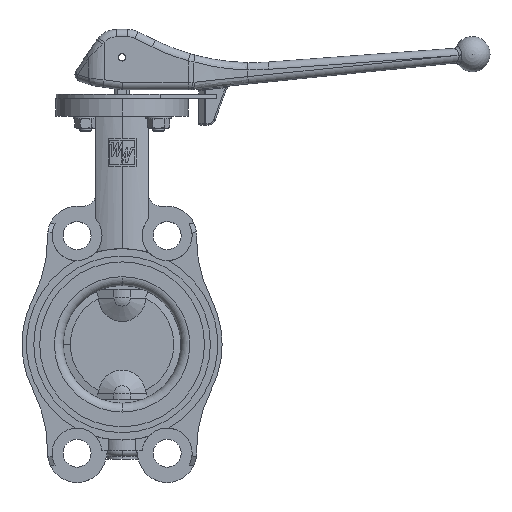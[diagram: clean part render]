
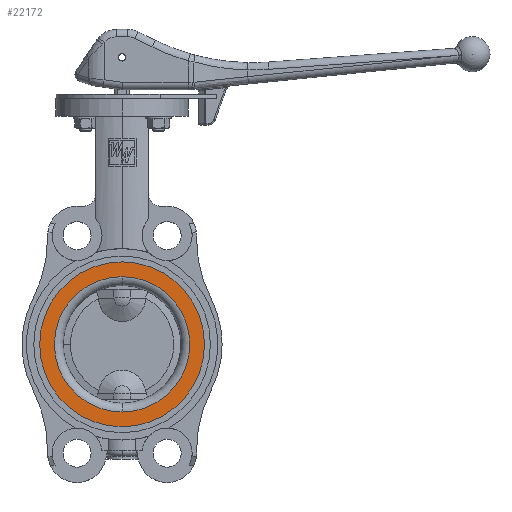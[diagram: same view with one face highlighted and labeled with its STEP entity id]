
A CAD part, top view. The second image highlights one B-rep face of the part: STEP entity #22172.
In plain terms, the highlighted planar face has unit normal (0, 0, 1).
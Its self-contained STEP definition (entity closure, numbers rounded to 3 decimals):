
#730 = PLANE ( 'NONE',  #30167 ) ;
#839 = CARTESIAN_POINT ( 'NONE',  ( 0., 56., 23. ) ) ;
#1895 = AXIS2_PLACEMENT_3D ( 'NONE', #28160, #8875, #4128 ) ;
#2192 = CARTESIAN_POINT ( 'NONE',  ( 0., 0., 23. ) ) ;
#2433 = VERTEX_POINT ( 'NONE', #19596 ) ;
#2460 = CIRCLE ( 'NONE', #25096, 46. ) ;
#2977 = DIRECTION ( 'NONE',  ( 0., -1., 0. ) ) ;
#3014 = ORIENTED_EDGE ( 'NONE', *, *, #28111, .F. ) ;
#3268 = DIRECTION ( 'NONE',  ( 0., 0., 1. ) ) ;
#3562 = FACE_BOUND ( 'NONE', #23902, .T. ) ;
#4128 = DIRECTION ( 'NONE',  ( 0., -1., 0. ) ) ;
#4527 = VERTEX_POINT ( 'NONE', #17980 ) ;
#4587 = EDGE_CURVE ( 'NONE', #12881, #15273, #8644, .T. ) ;
#8613 = CARTESIAN_POINT ( 'NONE',  ( 0., 56., 23. ) ) ;
#8644 = CIRCLE ( 'NONE', #1895, 56. ) ;
#8745 = EDGE_CURVE ( 'NONE', #15273, #12881, #28907, .T. ) ;
#8875 = DIRECTION ( 'NONE',  ( 0., 0., 1. ) ) ;
#9613 = ORIENTED_EDGE ( 'NONE', *, *, #18835, .F. ) ;
#10351 = EDGE_LOOP ( 'NONE', ( #26874, #13453 ) ) ;
#11009 = CARTESIAN_POINT ( 'NONE',  ( 0., -56., 23. ) ) ;
#11937 = DIRECTION ( 'NONE',  ( 0., 0., 1. ) ) ;
#12583 = DIRECTION ( 'NONE',  ( 0., 0., 1. ) ) ;
#12663 = AXIS2_PLACEMENT_3D ( 'NONE', #29299, #3268, #2977 ) ;
#12881 = VERTEX_POINT ( 'NONE', #8613 ) ;
#13453 = ORIENTED_EDGE ( 'NONE', *, *, #4587, .T. ) ;
#13637 = AXIS2_PLACEMENT_3D ( 'NONE', #26740, #12583, #24551 ) ;
#15273 = VERTEX_POINT ( 'NONE', #11009 ) ;
#16425 = DIRECTION ( 'NONE',  ( 0., -1., 0. ) ) ;
#17565 = DIRECTION ( 'NONE',  ( 0., 0., -1. ) ) ;
#17980 = CARTESIAN_POINT ( 'NONE',  ( 0., -46., 23. ) ) ;
#18835 = EDGE_CURVE ( 'NONE', #4527, #2433, #26606, .T. ) ;
#19596 = CARTESIAN_POINT ( 'NONE',  ( 0., 46., 23. ) ) ;
#20755 = FACE_OUTER_BOUND ( 'NONE', #10351, .T. ) ;
#22172 = ADVANCED_FACE ( 'NONE', ( #3562, #20755 ), #730, .F. ) ;
#23902 = EDGE_LOOP ( 'NONE', ( #9613, #3014 ) ) ;
#24551 = DIRECTION ( 'NONE',  ( 0., -1., 0. ) ) ;
#24628 = DIRECTION ( 'NONE',  ( 0., 1., 0. ) ) ;
#25096 = AXIS2_PLACEMENT_3D ( 'NONE', #2192, #11937, #16425 ) ;
#26606 = CIRCLE ( 'NONE', #12663, 46. ) ;
#26740 = CARTESIAN_POINT ( 'NONE',  ( 0., 0., 23. ) ) ;
#26874 = ORIENTED_EDGE ( 'NONE', *, *, #8745, .T. ) ;
#28111 = EDGE_CURVE ( 'NONE', #2433, #4527, #2460, .T. ) ;
#28160 = CARTESIAN_POINT ( 'NONE',  ( 0., 0., 23. ) ) ;
#28907 = CIRCLE ( 'NONE', #13637, 56. ) ;
#29299 = CARTESIAN_POINT ( 'NONE',  ( 0., 0., 23. ) ) ;
#30167 = AXIS2_PLACEMENT_3D ( 'NONE', #839, #17565, #24628 ) ;
